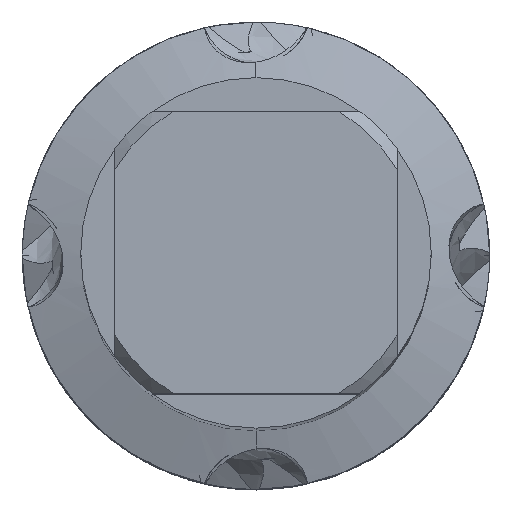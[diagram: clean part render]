
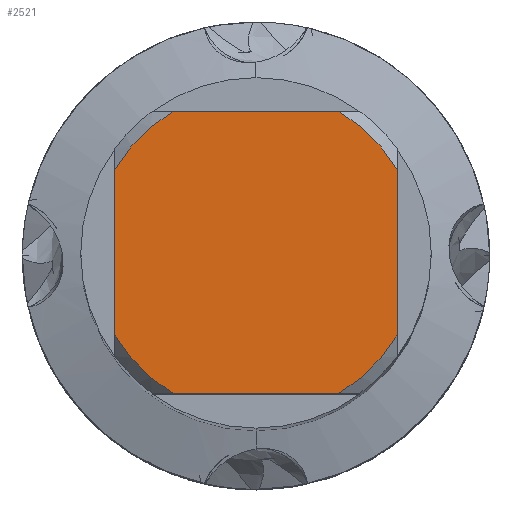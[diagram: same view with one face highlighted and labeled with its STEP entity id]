
A CAD part, top view. The second image highlights one B-rep face of the part: STEP entity #2521.
In plain terms, the highlighted planar face has unit normal (0, 0, 1).
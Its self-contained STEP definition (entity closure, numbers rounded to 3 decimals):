
#1923=VERTEX_POINT('',#5679);
#1963=EDGE_CURVE('',#3259,#1979,#5723,.T.);
#1979=VERTEX_POINT('',#5740);
#2483=VERTEX_POINT('',#6297);
#2521=ADVANCED_FACE('',(#6340),#6341,.T.);
#2641=EDGE_CURVE('',#2745,#1923,#6472,.T.);
#2745=VERTEX_POINT('',#6579);
#2795=EDGE_CURVE('',#3101,#3947,#6635,.T.);
#3101=VERTEX_POINT('',#6965);
#3195=EDGE_CURVE('',#2483,#1979,#7068,.T.);
#3259=VERTEX_POINT('',#7139);
#3279=EDGE_CURVE('',#2483,#4725,#7160,.T.);
#3947=VERTEX_POINT('',#7887);
#4003=EDGE_CURVE('',#3101,#1923,#7946,.T.);
#4725=VERTEX_POINT('',#8733);
#4783=EDGE_CURVE('',#2745,#4725,#8794,.T.);
#5589=EDGE_CURVE('',#3259,#3947,#9668,.T.);
#5679=CARTESIAN_POINT('',(-8.485,14.5,0.0));
#5723=LINE('',#9858,#9859);
#5740=CARTESIAN_POINT('',(8.485,-14.5,0.0));
#6297=CARTESIAN_POINT('',(14.5,-8.485,0.0));
#6340=FACE_OUTER_BOUND('',#11788,.T.);
#6341=PLANE('',#11789);
#6472=LINE('',#12558,#12559);
#6579=CARTESIAN_POINT('',(8.485,14.5,0.0));
#6635=LINE('',#12991,#12992);
#6965=CARTESIAN_POINT('',(-14.5,8.485,0.0));
#7068=CIRCLE('',#14933,16.8);
#7139=CARTESIAN_POINT('',(-8.485,-14.5,0.0));
#7160=LINE('',#15094,#15095);
#7887=CARTESIAN_POINT('',(-14.5,-8.485,0.0));
#7946=CIRCLE('',#17263,16.8);
#8733=CARTESIAN_POINT('',(14.5,8.485,0.0));
#8794=CIRCLE('',#20598,16.8);
#9668=CIRCLE('',#23352,16.8);
#9858=CARTESIAN_POINT('',(0.0,-14.5,0.0));
#9859=VECTOR('',#23483,1.0);
#11788=EDGE_LOOP('',(#24270,#24271,#24272,#24273,#24274,#24275,#24276,#24277));
#11789=AXIS2_PLACEMENT_3D('',#24278,#24279,#24280);
#12558=CARTESIAN_POINT('',(0.0,14.5,0.0));
#12559=VECTOR('',#24408,1.0);
#12991=CARTESIAN_POINT('',(-14.5,4.2,0.0));
#12992=VECTOR('',#24536,1.0);
#14933=AXIS2_PLACEMENT_3D('',#25048,#25049,#25050);
#15094=CARTESIAN_POINT('',(14.5,4.2,0.0));
#15095=VECTOR('',#25135,1.0);
#17263=AXIS2_PLACEMENT_3D('',#25883,#25884,#25885);
#20598=AXIS2_PLACEMENT_3D('',#26900,#26901,#26902);
#23352=AXIS2_PLACEMENT_3D('',#27752,#27753,#27754);
#23483=DIRECTION('',(1.0,0.0,0.0));
#24270=ORIENTED_EDGE('',*,*,#2795,.T.);
#24271=ORIENTED_EDGE('',*,*,#5589,.F.);
#24272=ORIENTED_EDGE('',*,*,#1963,.T.);
#24273=ORIENTED_EDGE('',*,*,#3195,.F.);
#24274=ORIENTED_EDGE('',*,*,#3279,.T.);
#24275=ORIENTED_EDGE('',*,*,#4783,.F.);
#24276=ORIENTED_EDGE('',*,*,#2641,.T.);
#24277=ORIENTED_EDGE('',*,*,#4003,.F.);
#24278=CARTESIAN_POINT('',(0.0,8.4,0.0));
#24279=DIRECTION('',(-0.0,0.0,1.0));
#24280=DIRECTION('',(0.0,-1.0,0.0));
#24408=DIRECTION('',(-1.0,0.0,0.0));
#24536=DIRECTION('',(-0.0,-1.0,0.0));
#25048=CARTESIAN_POINT('',(0.0,0.0,0.0));
#25049=DIRECTION('',(0.0,0.0,-1.0));
#25050=DIRECTION('',(0.0,1.0,0.0));
#25135=DIRECTION('',(-0.0,1.0,0.0));
#25883=CARTESIAN_POINT('',(0.0,0.0,0.0));
#25884=DIRECTION('',(0.0,0.0,-1.0));
#25885=DIRECTION('',(0.0,1.0,0.0));
#26900=CARTESIAN_POINT('',(0.0,0.0,0.0));
#26901=DIRECTION('',(0.0,0.0,-1.0));
#26902=DIRECTION('',(0.0,1.0,0.0));
#27752=CARTESIAN_POINT('',(0.0,0.0,0.0));
#27753=DIRECTION('',(0.0,0.0,-1.0));
#27754=DIRECTION('',(0.0,1.0,0.0));
